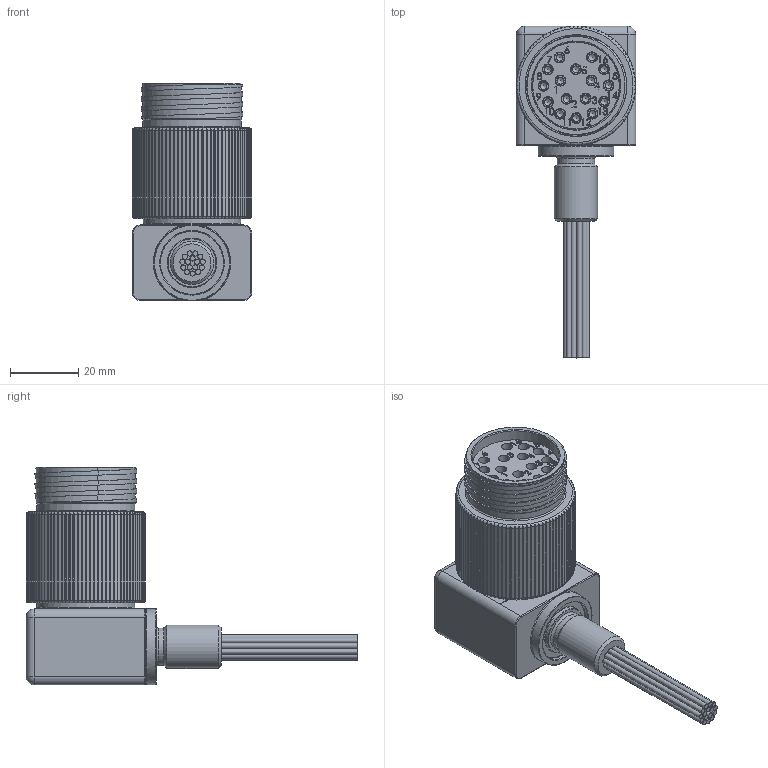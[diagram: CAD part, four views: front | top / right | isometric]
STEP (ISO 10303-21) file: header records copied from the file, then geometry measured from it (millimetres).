
FILE_DESCRIPTION(/* description */ ('','CAx-IF Rec.Pracs.---Representation and Presentation of Product Manufacturing Information (PMI)---4.0---2014-10-13'),/* implementation_level */ '2;1');
FILE_NAME(/* name */ 'MCBHRA16F RADLSA-M.stp',/* time_stamp */ '2024-03-13T10:15:18+01:00',/* author */ ('sh'),/* organization */ (''),/* preprocessor_version */ 'ST-DEVELOPER v19.2',/* originating_system */ 'Autodesk Inventor 2023',/* authorisation */ '');
FILE_SCHEMA (('AP242_MANAGED_MODEL_BASED_3D_ENGINEERING_MIM_LF { 1 0 10303 442 1 1 4 }'));
Products named in the file (1): MCBHRA16F RADLSA-M
Bounding box: 34.92 x 97.16 x 63.71 mm (x, y, z)
Volume: 62004.4 mm3; surface area: 24866.9 mm2
Topology: 2 solids, 19 shells, 1367 faces, 3721 edges, 2446 vertices
Faces by surface type: plane 678, cylinder 278, torus 199, bspline 123, cone 85, sphere 4
Full cylindrical faces by diameter (mm): 1.499 x16, 2.037 x16, 2.057 x16, 2.743 x16, 3.175 x80, 10.922 x1, 12.7 x1, 14.275 x1, 18.694 x1, 22.225 x1, 23.749 x1, 25.4 x1, 25.654 x1, 28.575 x2, 28.804 x1, 28.956 x3, 29.743 x3, 30.048 x2, 31.267 x1
Entity records: 54718 total; most frequent: CARTESIAN_POINT 19232, ORIENTED_EDGE 7402, DIRECTION 6847, EDGE_CURVE 3701, AXIS2_PLACEMENT_3D 2668, VERTEX_POINT 2446, LINE 1511, VECTOR 1511
